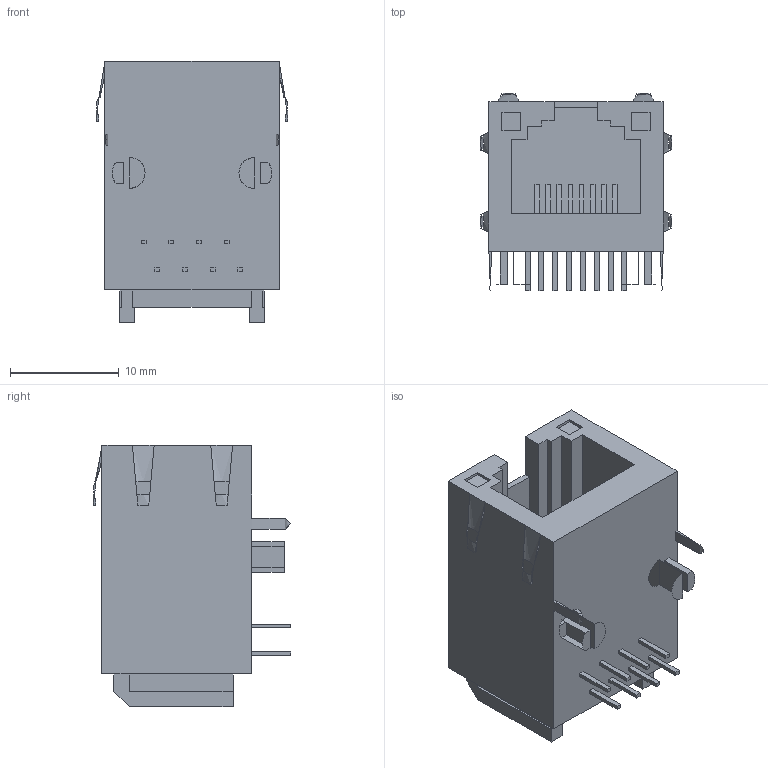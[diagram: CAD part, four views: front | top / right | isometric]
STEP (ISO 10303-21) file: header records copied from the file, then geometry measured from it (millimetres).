
FILE_DESCRIPTION (( 'STEP AP214' ), '1' );
FILE_NAME ('User Library-RJ45-8P-Pipe-Cat6.STEP', '2020-03-20T01:15:48', ( '' ), ( '' ), 'SwSTEP 2.0', 'SolidWorks 2019', '' );
FILE_SCHEMA (( 'AUTOMOTIVE_DESIGN' ));
Length unit declared in the file: millimetre
Products named in the file (1): User Library-RJ45-8P-Pipe-Cat6
Bounding box: 17.6 x 18.15 x 24 mm (x, y, z)
Surface area: 2558.9 mm2 (no closed solid volume)
Topology: 0 solids, 19 shells, 215 faces, 554 edges, 352 vertices
Faces by surface type: plane 215
Entity records: 6405 total; most frequent: CARTESIAN_POINT 1576, ORIENTED_EDGE 1060, DIRECTION 824, EDGE_CURVE 554, LINE 440, VECTOR 440, VERTEX_POINT 352, EDGE_LOOP 222
